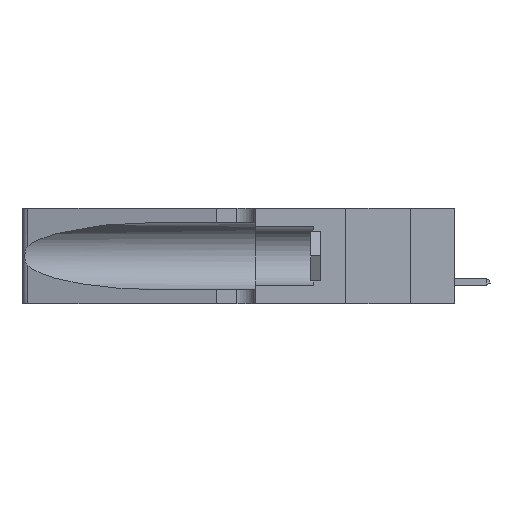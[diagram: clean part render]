
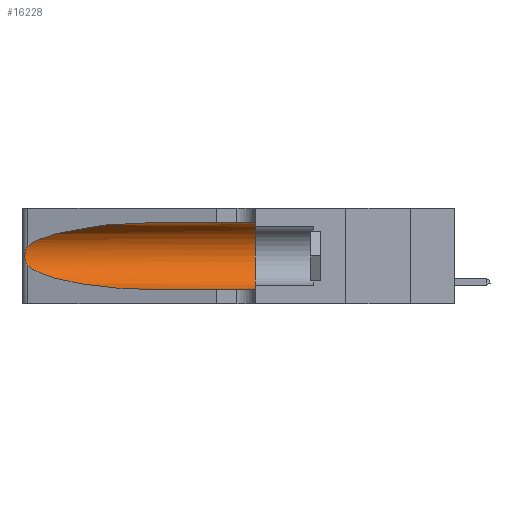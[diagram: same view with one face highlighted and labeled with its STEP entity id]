
A CAD part, left-side view. The second image highlights one B-rep face of the part: STEP entity #16228.
In plain terms, the highlighted cylindrical face has radius 3.308 mm (diameter 6.617 mm), a partial arc.
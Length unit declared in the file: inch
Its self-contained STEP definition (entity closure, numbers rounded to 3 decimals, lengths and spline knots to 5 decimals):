
#837 = CARTESIAN_POINT ( 'NONE',  ( 0.25487, 1.22718, 0.22369 ) ) ;
#1466 = ORIENTED_EDGE ( 'NONE', *, *, #3373, .T. ) ;
#2026 = EDGE_CURVE ( 'NONE', #22187, #13395, #10963, .T. ) ;
#3373 = EDGE_CURVE ( 'NONE', #28751, #25814, #20488, .T. ) ;
#4420 = EDGE_CURVE ( 'NONE', #22187, #11709, #10747, .T. ) ;
#5090 = CARTESIAN_POINT ( 'NONE',  ( 0.1305, 0.35, 0.185 ) ) ;
#5777 = CARTESIAN_POINT ( 'NONE',  ( 0.25854, 1.2359, 0.20912 ) ) ;
#5925 = CARTESIAN_POINT ( 'NONE',  ( 0.26018, 1.23835, 0.19895 ) ) ;
#6285 = DIRECTION ( 'NONE',  ( 0., 0., 1. ) ) ;
#6843 = CARTESIAN_POINT ( 'NONE',  ( 0.18966, 0.96281, 0.05475 ) ) ;
#8311 = CARTESIAN_POINT ( 'NONE',  ( 0.1305, 1.61858, 0.31525 ) ) ;
#9168 = LINE ( 'NONE', #26319, #15468 ) ;
#10142 = CARTESIAN_POINT ( 'NONE',  ( 0.2373, 1.15595, 0.08982 ) ) ;
#10747 =( BOUNDED_CURVE ( )  B_SPLINE_CURVE ( 3, ( #17552, #41345, #28085, #837 ),
 .UNSPECIFIED., .F., .F. ) 
 B_SPLINE_CURVE_WITH_KNOTS ( ( 4, 4 ),
 ( 1.5708, 2.84003 ),
 .UNSPECIFIED. ) 
 CURVE ( )  GEOMETRIC_REPRESENTATION_ITEM ( )  RATIONAL_B_SPLINE_CURVE ( ( 1., 0.87, 0.87, 1. ) ) 
 REPRESENTATION_ITEM ( '' )  );
#10806 = ORIENTED_EDGE ( 'NONE', *, *, #16225, .F. ) ;
#10963 = LINE ( 'NONE', #8311, #13619 ) ;
#11568 = EDGE_CURVE ( 'NONE', #11709, #28751, #28354, .T. ) ;
#11709 = VERTEX_POINT ( 'NONE', #38669 ) ;
#12153 = CARTESIAN_POINT ( 'NONE',  ( 0.25555, 1.22994, 0.2215 ) ) ;
#12271 = ORIENTED_EDGE ( 'NONE', *, *, #4420, .T. ) ;
#12581 = CARTESIAN_POINT ( 'NONE',  ( 0.25787, 1.23484, 0.2124 ) ) ;
#13282 = DIRECTION ( 'NONE',  ( 0., -1., 0. ) ) ;
#13395 = VERTEX_POINT ( 'NONE', #38417 ) ;
#13619 = VECTOR ( 'NONE', #41999, 39.37008 ) ;
#15052 = AXIS2_PLACEMENT_3D ( 'NONE', #37983, #34354, #21896 ) ;
#15468 = VECTOR ( 'NONE', #13282, 39.37008 ) ;
#15949 = CARTESIAN_POINT ( 'NONE',  ( 0.25487, 1.22718, 0.22369 ) ) ;
#16225 = EDGE_CURVE ( 'NONE', #13395, #22896, #32169, .T. ) ;
#16228 = ADVANCED_FACE ( 'NONE', ( #23616 ), #31567, .F. ) ;
#17552 = CARTESIAN_POINT ( 'NONE',  ( 0.1305, 0.72297, 0.31525 ) ) ;
#18176 = CARTESIAN_POINT ( 'NONE',  ( 0.1305, 0.72297, 0.31525 ) ) ;
#18233 = ORIENTED_EDGE ( 'NONE', *, *, #11568, .T. ) ;
#19188 = EDGE_CURVE ( 'NONE', #25814, #22896, #9168, .T. ) ;
#19332 = CARTESIAN_POINT ( 'NONE',  ( 0.25555, 1.22993, 0.14849 ) ) ;
#20403 = CARTESIAN_POINT ( 'NONE',  ( 0.25487, 1.22718, 0.14631 ) ) ;
#20488 =( BOUNDED_CURVE ( )  B_SPLINE_CURVE ( 3, ( #20403, #10142, #6843, #30799 ),
 .UNSPECIFIED., .F., .F. ) 
 B_SPLINE_CURVE_WITH_KNOTS ( ( 4, 4 ),
 ( 3.44316, 4.71239 ),
 .UNSPECIFIED. ) 
 CURVE ( )  GEOMETRIC_REPRESENTATION_ITEM ( )  RATIONAL_B_SPLINE_CURVE ( ( 1., 0.87, 0.87, 1. ) ) 
 REPRESENTATION_ITEM ( '' )  );
#21896 = DIRECTION ( 'NONE',  ( 0., 0., -1. ) ) ;
#22144 = CARTESIAN_POINT ( 'NONE',  ( 0.26017, 1.23833, 0.17102 ) ) ;
#22187 = VERTEX_POINT ( 'NONE', #18176 ) ;
#22593 = CARTESIAN_POINT ( 'NONE',  ( 0.26075, 1.23896, 0.178 ) ) ;
#22748 = CARTESIAN_POINT ( 'NONE',  ( 0.25487, 1.22718, 0.14631 ) ) ;
#22896 = VERTEX_POINT ( 'NONE', #23553 ) ;
#23553 = CARTESIAN_POINT ( 'NONE',  ( 0.1305, 0.35, 0.05475 ) ) ;
#23616 = FACE_OUTER_BOUND ( 'NONE', #28479, .T. ) ;
#25814 = VERTEX_POINT ( 'NONE', #40455 ) ;
#26011 = CARTESIAN_POINT ( 'NONE',  ( 0.25856, 1.23593, 0.16098 ) ) ;
#26319 = CARTESIAN_POINT ( 'NONE',  ( 0.1305, 1.61858, 0.05475 ) ) ;
#26709 = AXIS2_PLACEMENT_3D ( 'NONE', #5090, #36458, #6285 ) ;
#28085 = CARTESIAN_POINT ( 'NONE',  ( 0.2373, 1.15595, 0.28018 ) ) ;
#28354 = B_SPLINE_CURVE_WITH_KNOTS ( 'NONE', 3,
 ( #15949, #12153, #32877, #12581, #5777, #5925, #39592, #22593, #22144, #26011, #42994, #35799, #19332, #22748 ),
 .UNSPECIFIED., .F., .F.,
 ( 4, 2, 2, 2, 2, 2, 4 ),
 ( 0., 0.00027, 0.00053, 0.00107, 0.0016, 0.00187, 0.00214 ),
 .UNSPECIFIED. ) ;
#28479 = EDGE_LOOP ( 'NONE', ( #12271, #18233, #1466, #40774, #10806, #37446 ) ) ;
#28751 = VERTEX_POINT ( 'NONE', #42105 ) ;
#30799 = CARTESIAN_POINT ( 'NONE',  ( 0.1305, 0.72297, 0.05475 ) ) ;
#31567 = CYLINDRICAL_SURFACE ( 'NONE', #15052, 0.13025 ) ;
#32169 = CIRCLE ( 'NONE', #26709, 0.13025 ) ;
#32877 = CARTESIAN_POINT ( 'NONE',  ( 0.25639, 1.23184, 0.21858 ) ) ;
#34354 = DIRECTION ( 'NONE',  ( 0., -1., 0. ) ) ;
#35799 = CARTESIAN_POINT ( 'NONE',  ( 0.25639, 1.23186, 0.15144 ) ) ;
#36458 = DIRECTION ( 'NONE',  ( 0., 1., 0. ) ) ;
#37446 = ORIENTED_EDGE ( 'NONE', *, *, #2026, .F. ) ;
#37983 = CARTESIAN_POINT ( 'NONE',  ( 0.1305, 1.61858, 0.185 ) ) ;
#38417 = CARTESIAN_POINT ( 'NONE',  ( 0.1305, 0.35, 0.31525 ) ) ;
#38669 = CARTESIAN_POINT ( 'NONE',  ( 0.25487, 1.22718, 0.22369 ) ) ;
#39592 = CARTESIAN_POINT ( 'NONE',  ( 0.26075, 1.23896, 0.19203 ) ) ;
#40455 = CARTESIAN_POINT ( 'NONE',  ( 0.1305, 0.72297, 0.05475 ) ) ;
#40774 = ORIENTED_EDGE ( 'NONE', *, *, #19188, .T. ) ;
#41345 = CARTESIAN_POINT ( 'NONE',  ( 0.18966, 0.96281, 0.31525 ) ) ;
#41999 = DIRECTION ( 'NONE',  ( 0., -1., 0. ) ) ;
#42105 = CARTESIAN_POINT ( 'NONE',  ( 0.25487, 1.22718, 0.14631 ) ) ;
#42994 = CARTESIAN_POINT ( 'NONE',  ( 0.25789, 1.23486, 0.15765 ) ) ;
